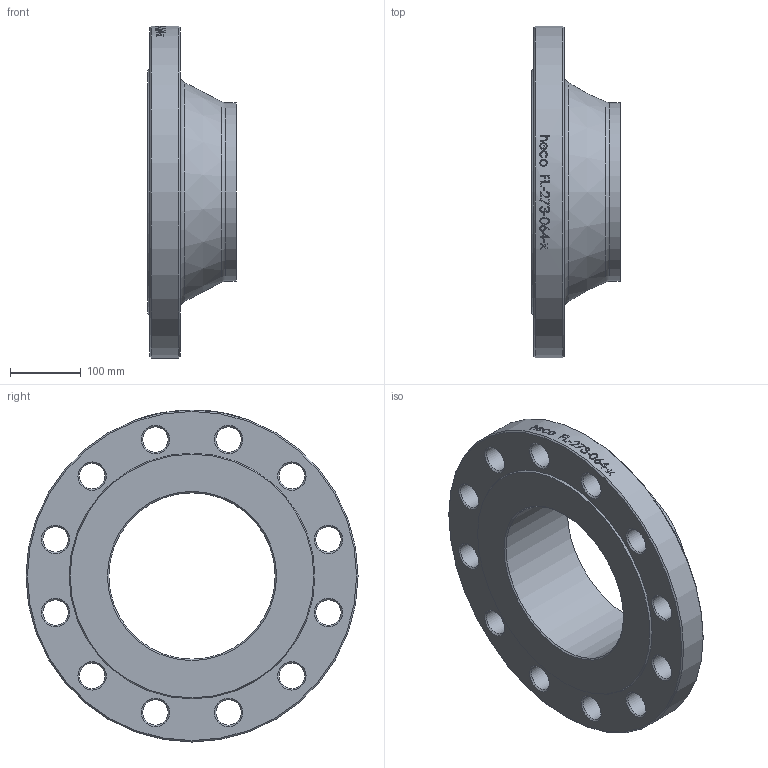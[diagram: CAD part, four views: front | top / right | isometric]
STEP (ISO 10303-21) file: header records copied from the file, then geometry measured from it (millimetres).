
FILE_DESCRIPTION (( 'STEP AP214' ), '1' );
FILE_NAME ('FL-273-064-x Vorschweissflansch EN1092 2102.STEP', '2021-02-26T09:59:09', ( '' ), ( '' ), 'SwSTEP 2.0', 'SolidWorks 2019', '' );
FILE_SCHEMA (( 'AUTOMOTIVE_DESIGN' ));
Length unit declared in the file: millimetre
Products named in the file (1): FL-273-064-x Vorschweissflansch EN1092 2102
Bounding box: 125 x 470 x 470 mm (x, y, z)
Volume: 6574765.1 mm3; surface area: 490503.3 mm2
Topology: 1 solids, 1 shells, 71 faces, 282 edges, 235 vertices
Faces by surface type: cylinder 36, cone 29, plane 4, torus 2
Full cylindrical faces by diameter (mm): 36 x12, 235.4 x1, 253 x1, 470 x1
Entity records: 6670 total; most frequent: CARTESIAN_POINT 4323, ORIENTED_EDGE 438, DIRECTION 367, EDGE_CURVE 219, VERTEX_POINT 219, AXIS2_PLACEMENT_3D 170, EDGE_LOOP 166, CIRCLE 98
